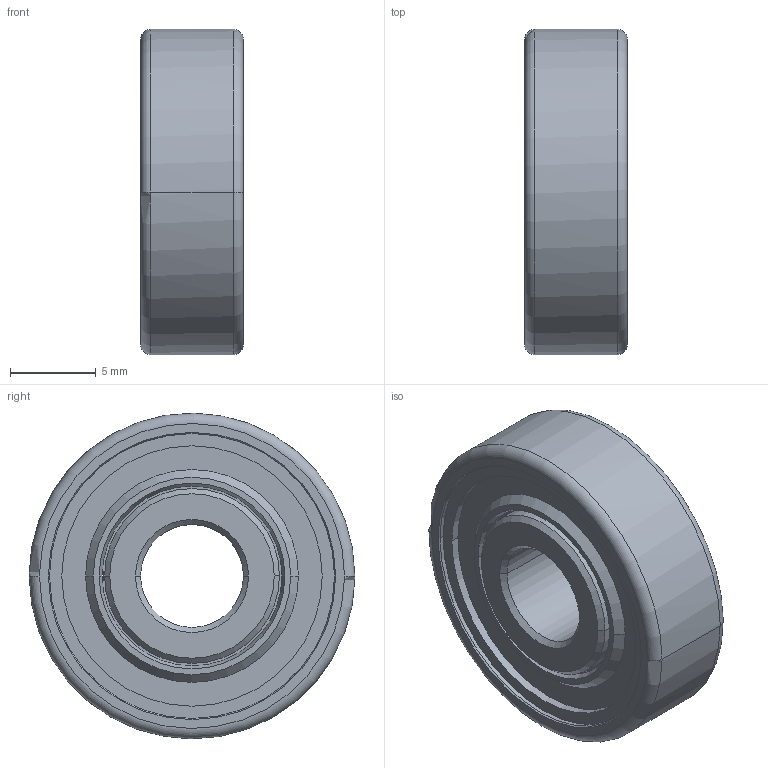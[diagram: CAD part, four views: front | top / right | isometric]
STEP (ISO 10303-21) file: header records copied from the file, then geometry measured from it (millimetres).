
FILE_DESCRIPTION((''),'2;1');
FILE_NAME('FREILAUF_AS6_ASM','2025-05-06T10:51:18',('Administrator'),(''),'CREO PARAMETRIC BY PTC INC, 2020184','CREO PARAMETRIC BY PTC INC, 2020184','');
FILE_SCHEMA(('AUTOMOTIVE_DESIGN { 1 0 10303 214 1 1 1 1 }'));
Length unit declared in the file: millimetre
Products named in the file (10): STERN_AS6_NICO_1; DRUCKBOLZEN_AS6_NICO_1; FEDER_AS6_NICO_1; ANFED_AS6_NICO_ASM_1_ASM; ROLLE_2_8X2_8_1; A-RING_AS6_NICO_1; SCHEIBE_AS6_NICO_1; DICHTSCHEIBE_AS6_NICO_1; FREILAUF_AS6_NICO_ASM_1_ASM; FREILAUF_AS6_ASM
Assembly tree (17 placements, depth 4):
  FREILAUF_AS6_ASM
    FREILAUF_AS6_NICO_ASM_1_ASM
      STERN_AS6_NICO_1
      ANFED_AS6_NICO_ASM_1_ASM  x4
        DRUCKBOLZEN_AS6_NICO_1
        FEDER_AS6_NICO_1
      ROLLE_2_8X2_8_1  x4
      A-RING_AS6_NICO_1
      SCHEIBE_AS6_NICO_1  x2
      DICHTSCHEIBE_AS6_NICO_1  x2
Bounding box: 6 x 19 x 19 mm (x, y, z)
Volume: 1128.7 mm3; surface area: 2783.9 mm2
Topology: 18 solids, 18 shells, 262 faces, 602 edges, 384 vertices
Faces by surface type: cylinder 78, cone 72, plane 64, torus 24, bspline 24
Entity records: 7356 total; most frequent: CARTESIAN_POINT 2866, DIRECTION 934, ORIENTED_EDGE 752, AXIS2_PLACEMENT_3D 403, EDGE_CURVE 376, VERTEX_POINT 244, CIRCLE 202, EDGE_LOOP 170
